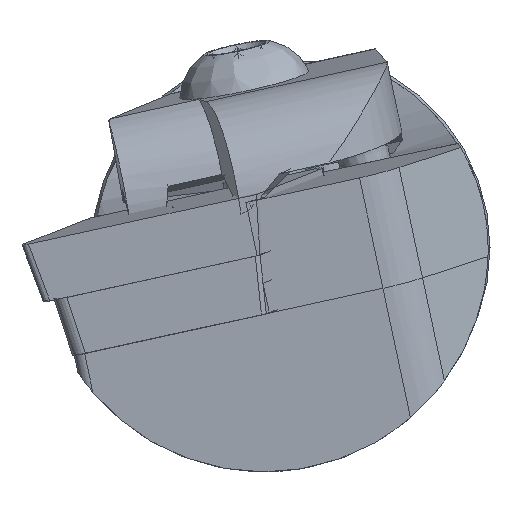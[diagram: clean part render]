
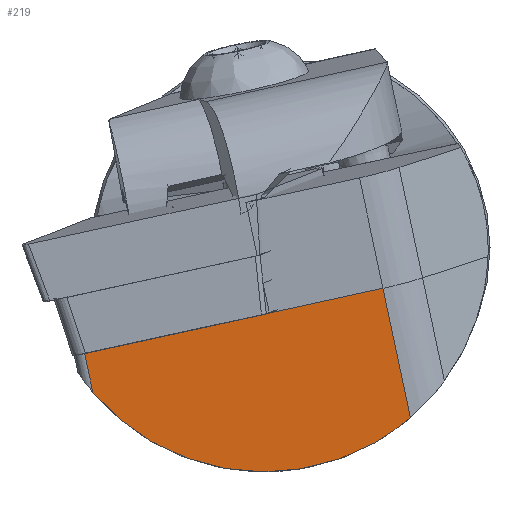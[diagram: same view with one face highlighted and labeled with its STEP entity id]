
A CAD part, left-side view. The second image highlights one B-rep face of the part: STEP entity #219.
In plain terms, the highlighted planar face has unit normal (-0.993, -0.072, -0.091).
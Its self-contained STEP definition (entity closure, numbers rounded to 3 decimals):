
#219=ADVANCED_FACE('',(#360),#306,.F.);
#306=PLANE('',#1742);
#360=FACE_OUTER_BOUND('',#442,.T.);
#442=EDGE_LOOP('',(#640,#641,#642,#643,#644,#645));
#570=ELLIPSE('',#1741,18.123,18.);
#640=ORIENTED_EDGE('',*,*,#1266,.F.);
#641=ORIENTED_EDGE('',*,*,#1238,.T.);
#642=ORIENTED_EDGE('',*,*,#1267,.T.);
#643=ORIENTED_EDGE('',*,*,#1268,.T.);
#644=ORIENTED_EDGE('',*,*,#1269,.T.);
#645=ORIENTED_EDGE('',*,*,#1264,.F.);
#1082=VERTEX_POINT('',#2335);
#1083=VERTEX_POINT('',#2337);
#1106=VERTEX_POINT('',#2811);
#1107=VERTEX_POINT('',#2813);
#1108=VERTEX_POINT('',#2821);
#1109=VERTEX_POINT('',#2823);
#1238=EDGE_CURVE('',#1083,#1082,#1470,.T.);
#1264=EDGE_CURVE('',#1106,#1107,#1477,.T.);
#1266=EDGE_CURVE('',#1083,#1106,#1478,.T.);
#1267=EDGE_CURVE('',#1082,#1108,#1479,.T.);
#1268=EDGE_CURVE('',#1108,#1109,#1480,.T.);
#1269=EDGE_CURVE('',#1109,#1107,#570,.T.);
#1470=LINE('',#2336,#1601);
#1477=LINE('',#2812,#1608);
#1478=LINE('',#2819,#1609);
#1479=LINE('',#2820,#1610);
#1480=LINE('',#2822,#1611);
#1601=VECTOR('',#1897,1.);
#1608=VECTOR('',#1914,1.);
#1609=VECTOR('',#1917,1.);
#1610=VECTOR('',#1918,1.);
#1611=VECTOR('',#1919,1.);
#1741=AXIS2_PLACEMENT_3D('',#2824,#1920,#1921);
#1742=AXIS2_PLACEMENT_3D('',#2825,#1922,#1923);
#1897=DIRECTION('',(-0.051,0.976,-0.213));
#1914=DIRECTION('',(0.105,-0.207,-0.973));
#1917=DIRECTION('',(0.051,-0.976,0.213));
#1918=DIRECTION('',(-0.051,0.976,-0.213));
#1919=DIRECTION('',(0.105,-0.207,-0.973));
#1920=DIRECTION('',(-0.993,-0.072,-0.091));
#1921=DIRECTION('',(-0.116,0.615,0.78));
#1922=DIRECTION('',(0.993,0.072,0.091));
#1923=DIRECTION('',(0.092,0.,-0.996));
#2335=CARTESIAN_POINT('',(-189.087,15.225,-5.29));
#2336=CARTESIAN_POINT('',(-189.851,29.814,-8.473));
#2337=CARTESIAN_POINT('',(-189.073,14.967,-5.233));
#2811=CARTESIAN_POINT('',(-188.595,5.839,-3.242));
#2812=CARTESIAN_POINT('',(-230.339,88.414,385.244));
#2813=CARTESIAN_POINT('',(-187.479,3.63,-13.631));
#2819=CARTESIAN_POINT('',(-189.851,29.814,-8.473));
#2820=CARTESIAN_POINT('',(-189.851,29.814,-8.473));
#2821=CARTESIAN_POINT('',(-189.851,29.814,-8.473));
#2822=CARTESIAN_POINT('',(-231.595,112.389,380.013));
#2823=CARTESIAN_POINT('',(-189.515,29.15,-11.6));
#2824=CARTESIAN_POINT('',(-189.585,15.386,0.));
#2825=CARTESIAN_POINT('',(-231.595,112.389,380.013));
